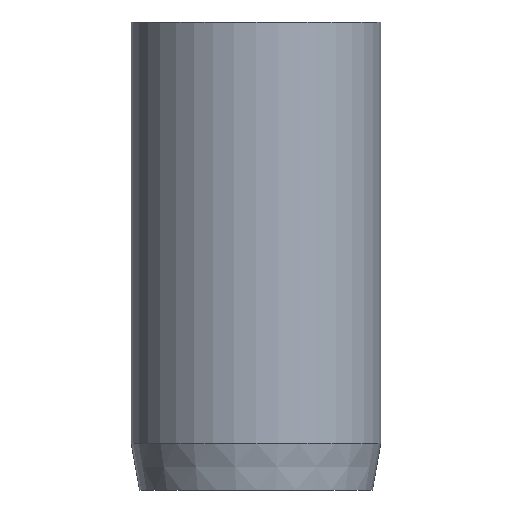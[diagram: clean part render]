
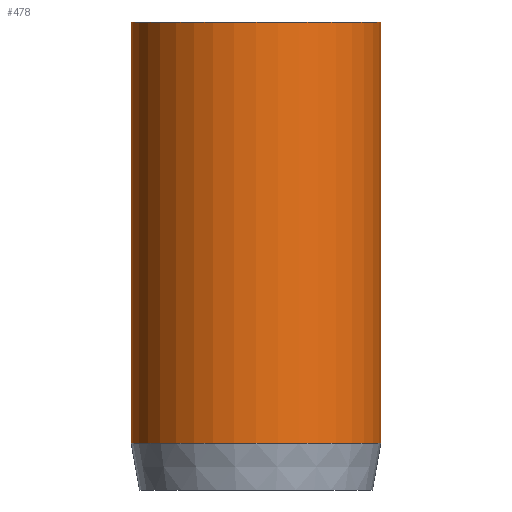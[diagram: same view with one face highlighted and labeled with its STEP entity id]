
A CAD part, front view. The second image highlights one B-rep face of the part: STEP entity #478.
In plain terms, the highlighted cylindrical face has radius 4 mm (diameter 8 mm), a partial arc.
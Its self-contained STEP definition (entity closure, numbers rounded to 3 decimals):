
#21 = LINE ( 'NONE', #404, #479 ) ;
#36 = VECTOR ( 'NONE', #618, 1000. ) ;
#74 = DIRECTION ( 'NONE',  ( 0., 0., 1. ) ) ;
#85 = CARTESIAN_POINT ( 'NONE',  ( 4., 0., 1.5 ) ) ;
#89 = VERTEX_POINT ( 'NONE', #85 ) ;
#173 = DIRECTION ( 'NONE',  ( 0., 0., -1. ) ) ;
#212 = DIRECTION ( 'NONE',  ( 0., 0., 1. ) ) ;
#280 = ORIENTED_EDGE ( 'NONE', *, *, #944, .T. ) ;
#287 = CARTESIAN_POINT ( 'NONE',  ( -4., 0., 1.5 ) ) ;
#323 = VERTEX_POINT ( 'NONE', #287 ) ;
#339 = CARTESIAN_POINT ( 'NONE',  ( -4., 0., 15. ) ) ;
#404 = CARTESIAN_POINT ( 'NONE',  ( -4., 0., 15. ) ) ;
#478 = ADVANCED_FACE ( 'NONE', ( #480 ), #1163, .T. ) ;
#479 = VECTOR ( 'NONE', #497, 1000. ) ;
#480 = FACE_OUTER_BOUND ( 'NONE', #810, .T. ) ;
#497 = DIRECTION ( 'NONE',  ( 0., 0., -1. ) ) ;
#533 = CARTESIAN_POINT ( 'NONE',  ( 0., 0., 15. ) ) ;
#605 = CARTESIAN_POINT ( 'NONE',  ( 0., 0., 15. ) ) ;
#618 = DIRECTION ( 'NONE',  ( 0., 0., -1. ) ) ;
#623 = CIRCLE ( 'NONE', #804, 4. ) ;
#634 = EDGE_CURVE ( 'NONE', #641, #1126, #623, .T. ) ;
#641 = VERTEX_POINT ( 'NONE', #339 ) ;
#699 = EDGE_CURVE ( 'NONE', #1126, #89, #759, .T. ) ;
#705 = DIRECTION ( 'NONE',  ( 1., 0., 0. ) ) ;
#711 = CARTESIAN_POINT ( 'NONE',  ( 4., 0., 15. ) ) ;
#754 = CARTESIAN_POINT ( 'NONE',  ( 0., 0., 1.5 ) ) ;
#759 = LINE ( 'NONE', #711, #36 ) ;
#790 = DIRECTION ( 'NONE',  ( -1., 0., 0. ) ) ;
#804 = AXIS2_PLACEMENT_3D ( 'NONE', #605, #74, #705 ) ;
#810 = EDGE_LOOP ( 'NONE', ( #861, #891, #909, #280 ) ) ;
#843 = DIRECTION ( 'NONE',  ( 1., 0., 0. ) ) ;
#861 = ORIENTED_EDGE ( 'NONE', *, *, #699, .F. ) ;
#891 = ORIENTED_EDGE ( 'NONE', *, *, #634, .F. ) ;
#909 = ORIENTED_EDGE ( 'NONE', *, *, #1004, .T. ) ;
#944 = EDGE_CURVE ( 'NONE', #323, #89, #983, .T. ) ;
#968 = AXIS2_PLACEMENT_3D ( 'NONE', #533, #173, #790 ) ;
#983 = CIRCLE ( 'NONE', #1079, 4. ) ;
#1004 = EDGE_CURVE ( 'NONE', #641, #323, #21, .T. ) ;
#1011 = CARTESIAN_POINT ( 'NONE',  ( 4., 0., 15. ) ) ;
#1079 = AXIS2_PLACEMENT_3D ( 'NONE', #754, #212, #843 ) ;
#1126 = VERTEX_POINT ( 'NONE', #1011 ) ;
#1163 = CYLINDRICAL_SURFACE ( 'NONE', #968, 4. ) ;
